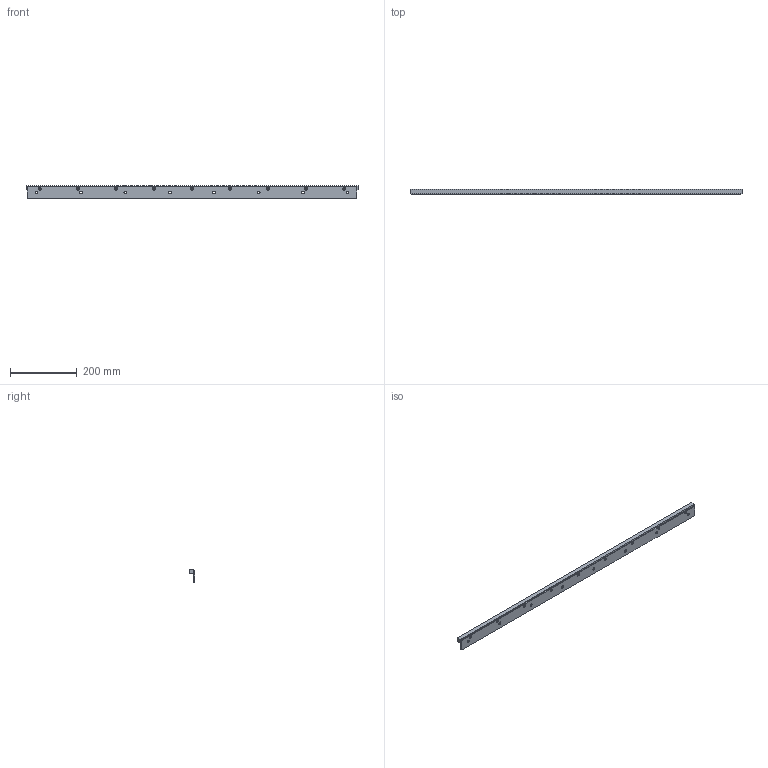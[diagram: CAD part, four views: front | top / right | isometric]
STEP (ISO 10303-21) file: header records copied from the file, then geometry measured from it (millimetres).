
FILE_DESCRIPTION (( 'STEP AP214' ), '1' );
FILE_NAME ('MGM.STEP', '2014-12-02T18:25:44', ( '' ), ( '' ), 'SwSTEP 2.0', 'SolidWorks 2014', '' );
FILE_SCHEMA (( 'AUTOMOTIVE_DESIGN' ));
Length unit declared in the file: inch
Products named in the file (1): MGM
Bounding box: 996.95 x 15.88 x 38.61 mm (x, y, z)
Volume: 267811 mm3; surface area: 127632.8 mm2
Topology: 2 solids, 2 shells, 104 faces, 264 edges, 155 vertices
Faces by surface type: cylinder 56, cone 36, plane 12
Entity records: 3377 total; most frequent: DIRECTION 586, CARTESIAN_POINT 506, ORIENTED_EDGE 492, EDGE_CURVE 246, AXIS2_PLACEMENT_3D 235, VERTEX_POINT 155, EDGE_LOOP 147, CIRCLE 130
